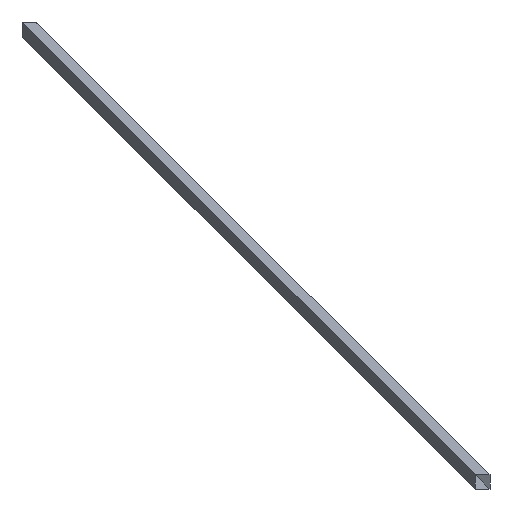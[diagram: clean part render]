
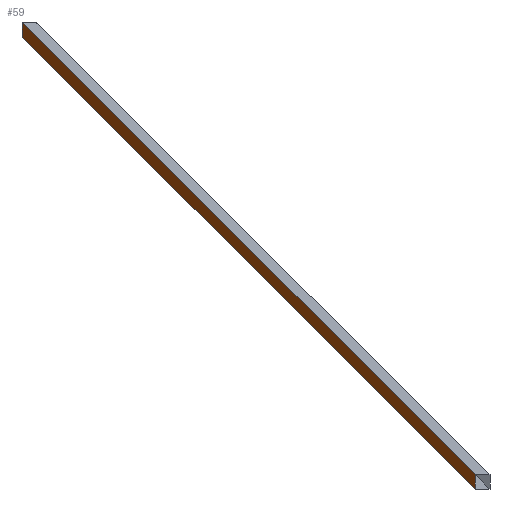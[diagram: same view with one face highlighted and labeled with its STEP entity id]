
A CAD part, top view. The second image highlights one B-rep face of the part: STEP entity #59.
In plain terms, the highlighted planar face has unit normal (-0.866, 0, 0.5).
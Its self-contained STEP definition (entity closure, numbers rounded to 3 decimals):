
#59=ADVANCED_FACE('',(#103),#105,.T.);
#103=FACE_BOUND('',#104,.T.);
#104=EDGE_LOOP('',(#137,#138,#139,#140));
#105=PLANE('',#106);
#106=AXIS2_PLACEMENT_3D('',#107,#108,#109);
#107=CARTESIAN_POINT('',(-51.494,161.984,-4.928));
#108=DIRECTION('',(-0.866,0.,0.5));
#109=DIRECTION('',(-0.447,0.447,-0.775));
#137=ORIENTED_EDGE('',*,*,#145,.T.);
#138=ORIENTED_EDGE('',*,*,#155,.T.);
#139=ORIENTED_EDGE('',*,*,#158,.F.);
#140=ORIENTED_EDGE('',*,*,#156,.F.);
#145=EDGE_CURVE('',#159,#160,#161,.F.);
#155=EDGE_CURVE('',#160,#174,#176,.T.);
#156=EDGE_CURVE('',#159,#177,#178,.T.);
#158=EDGE_CURVE('',#177,#174,#180,.T.);
#159=VERTEX_POINT('',#181);
#160=VERTEX_POINT('',#182);
#161=LINE('',#183,#184);
#174=VERTEX_POINT('',#214);
#176=LINE('',#218,#219);
#177=VERTEX_POINT('',#221);
#178=LINE('',#222,#223);
#180=LINE('',#228,#229);
#181=CARTESIAN_POINT('',(-51.494,51.494,-4.928));
#182=CARTESIAN_POINT('',(-157.964,157.964,-189.34));
#183=CARTESIAN_POINT('',(-157.964,157.964,-189.34));
#184=VECTOR('',#185,1.);
#185=DIRECTION('',(0.447,-0.447,0.775));
#214=CARTESIAN_POINT('',(-157.964,154.5,-189.34));
#218=CARTESIAN_POINT('',(-157.964,157.964,-189.34));
#219=VECTOR('',#220,1.);
#220=DIRECTION('',(0.,-1.,0.));
#221=CARTESIAN_POINT('',(-51.494,48.03,-4.928));
#222=CARTESIAN_POINT('',(-51.494,51.494,-4.928));
#223=VECTOR('',#224,1.);
#224=DIRECTION('',(0.,-1.,0.));
#228=CARTESIAN_POINT('',(-51.494,48.03,-4.928));
#229=VECTOR('',#230,1.);
#230=DIRECTION('',(-0.447,0.447,-0.775));
